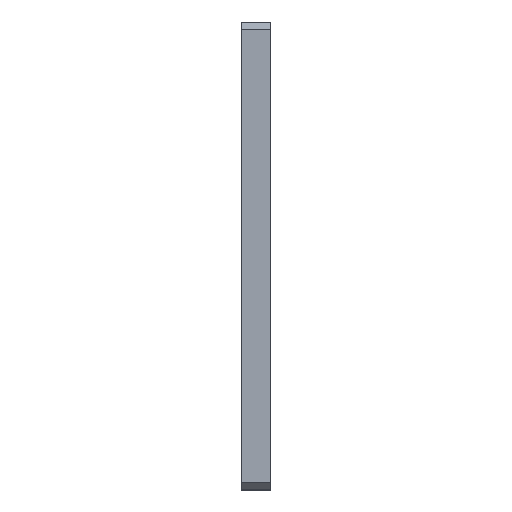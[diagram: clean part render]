
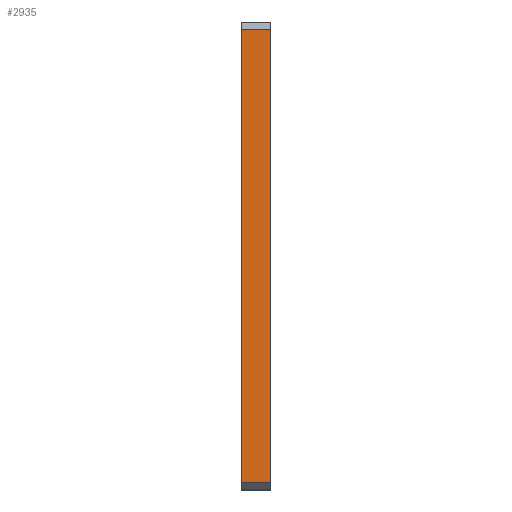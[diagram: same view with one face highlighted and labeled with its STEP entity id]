
A CAD part, left-side view. The second image highlights one B-rep face of the part: STEP entity #2935.
In plain terms, the highlighted planar face has unit normal (-1, 0, 0).
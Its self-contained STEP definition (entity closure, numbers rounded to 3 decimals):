
#93 = ORIENTED_EDGE ( 'NONE', *, *, #2943, .F. ) ;
#228 = EDGE_CURVE ( 'NONE', #2397, #524, #444, .T. ) ;
#256 = CARTESIAN_POINT ( 'NONE',  ( -62.5, 0., -62.5 ) ) ;
#380 = CARTESIAN_POINT ( 'NONE',  ( -62.5, 8., -62.5 ) ) ;
#407 = CARTESIAN_POINT ( 'NONE',  ( -62.5, 8., -60.5 ) ) ;
#444 = LINE ( 'NONE', #407, #626 ) ;
#468 = VERTEX_POINT ( 'NONE', #1509 ) ;
#524 = VERTEX_POINT ( 'NONE', #2729 ) ;
#626 = VECTOR ( 'NONE', #3078, 1000. ) ;
#900 = ORIENTED_EDGE ( 'NONE', *, *, #2652, .T. ) ;
#1092 = VERTEX_POINT ( 'NONE', #2525 ) ;
#1187 = VECTOR ( 'NONE', #1578, 1000. ) ;
#1219 = CARTESIAN_POINT ( 'NONE',  ( -62.5, 8., -60.5 ) ) ;
#1220 = VECTOR ( 'NONE', #2825, 1000. ) ;
#1259 = LINE ( 'NONE', #256, #1703 ) ;
#1321 = PLANE ( 'NONE',  #2026 ) ;
#1509 = CARTESIAN_POINT ( 'NONE',  ( -62.5, 0., 60.5 ) ) ;
#1558 = CARTESIAN_POINT ( 'NONE',  ( -62.5, 8., -62.5 ) ) ;
#1578 = DIRECTION ( 'NONE',  ( 0., 0., 1. ) ) ;
#1640 = ORIENTED_EDGE ( 'NONE', *, *, #2829, .T. ) ;
#1665 = LINE ( 'NONE', #2859, #1220 ) ;
#1703 = VECTOR ( 'NONE', #2408, 1000. ) ;
#2026 = AXIS2_PLACEMENT_3D ( 'NONE', #380, #2556, #2587 ) ;
#2295 = ORIENTED_EDGE ( 'NONE', *, *, #228, .T. ) ;
#2397 = VERTEX_POINT ( 'NONE', #1219 ) ;
#2408 = DIRECTION ( 'NONE',  ( 0., 0., 1. ) ) ;
#2525 = CARTESIAN_POINT ( 'NONE',  ( -62.5, 8., 60.5 ) ) ;
#2556 = DIRECTION ( 'NONE',  ( 1., 0., 0. ) ) ;
#2587 = DIRECTION ( 'NONE',  ( 0., 0., -1. ) ) ;
#2652 = EDGE_CURVE ( 'NONE', #468, #1092, #1665, .T. ) ;
#2729 = CARTESIAN_POINT ( 'NONE',  ( -62.5, 0., -60.5 ) ) ;
#2825 = DIRECTION ( 'NONE',  ( 0., 1., 0. ) ) ;
#2829 = EDGE_CURVE ( 'NONE', #524, #468, #1259, .T. ) ;
#2859 = CARTESIAN_POINT ( 'NONE',  ( -62.5, 8., 60.5 ) ) ;
#2935 = ADVANCED_FACE ( 'NONE', ( #3061 ), #1321, .F. ) ;
#2939 = EDGE_LOOP ( 'NONE', ( #1640, #900, #93, #2295 ) ) ;
#2943 = EDGE_CURVE ( 'NONE', #2397, #1092, #2979, .T. ) ;
#2979 = LINE ( 'NONE', #1558, #1187 ) ;
#3061 = FACE_OUTER_BOUND ( 'NONE', #2939, .T. ) ;
#3078 = DIRECTION ( 'NONE',  ( 0., -1., 0. ) ) ;
